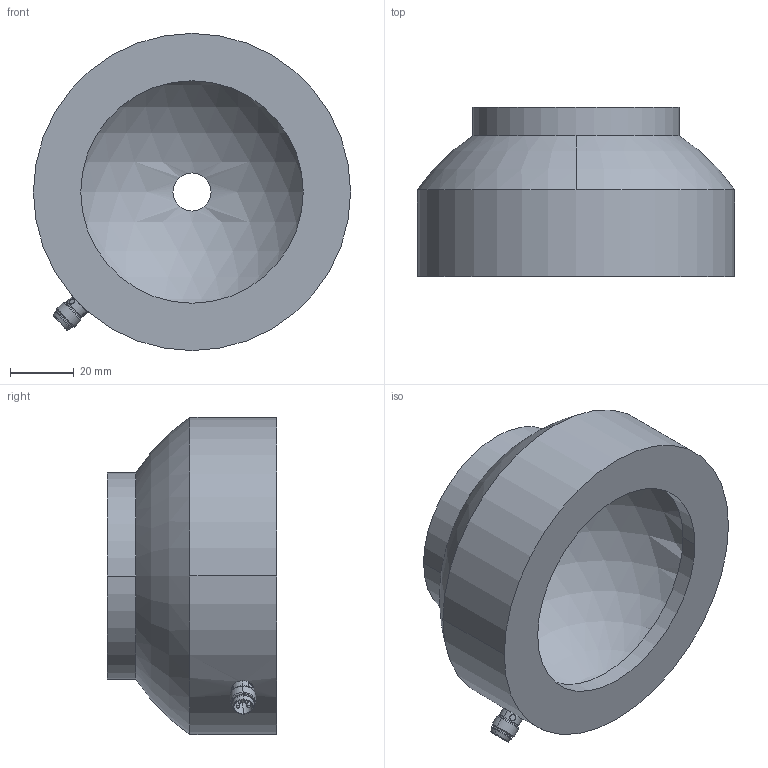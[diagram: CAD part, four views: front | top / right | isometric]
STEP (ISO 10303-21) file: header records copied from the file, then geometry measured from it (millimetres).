
FILE_DESCRIPTION(('STEP AP214'),'1');
FILE_NAME('MINI-DOME-100-DC-DisoricD12-Kundenzeichnung.stp','2016-09-22T17:17:25',(' '),(' '),'Spatial InterOp 3D',' ',' ');
FILE_SCHEMA(('automotive_design'));
Length unit declared in the file: metre
Products named in the file (3): MINI-DOME-100-DC-DisoricD12-Kundenzeichnung; M8-Einbaustecker
Assembly tree (2 placements, depth 2):
  MINI-DOME-100-DC-DisoricD12-Kundenzeichnung
    MINI-DOME-100-DC-DisoricD12-Kundenzeichnung
    M8-Einbaustecker
Bounding box: 99.8 x 53.3 x 99.8 mm (x, y, z)
Volume: 153216.5 mm3; surface area: 39791.4 mm2
Topology: 2 solids, 2 shells, 169 faces, 429 edges, 274 vertices
Faces by surface type: cylinder 100, plane 32, cone 18, bspline 8, torus 6, sphere 5
Entity records: 7371 total; most frequent: CARTESIAN_POINT 1899, DIRECTION 885, ORIENTED_EDGE 822, EDGE_CURVE 411, AXIS2_PLACEMENT_3D 392, VERTEX_POINT 273, CIRCLE 225, EDGE_LOOP 200
